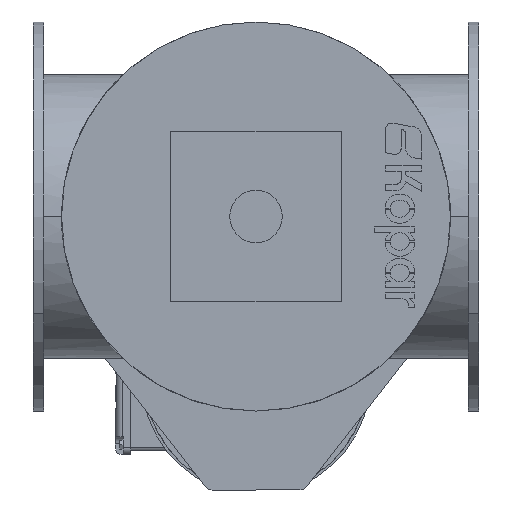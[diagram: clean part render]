
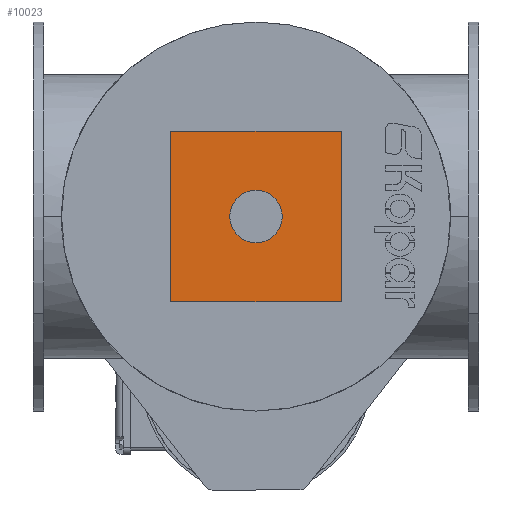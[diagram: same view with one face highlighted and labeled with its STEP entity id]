
A CAD part, front view. The second image highlights one B-rep face of the part: STEP entity #10023.
In plain terms, the highlighted planar face has unit normal (0, -1, 0).
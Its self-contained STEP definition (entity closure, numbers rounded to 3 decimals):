
#294 = ORIENTED_EDGE ( 'NONE', *, *, #17924, .T. ) ;
#1351 = ORIENTED_EDGE ( 'NONE', *, *, #15731, .T. ) ;
#3818 = DIRECTION ( 'NONE',  ( 1., 0., 0. ) ) ;
#5376 = DIRECTION ( 'NONE',  ( 0., 1., 0. ) ) ;
#8889 = LINE ( 'NONE', #51145, #66157 ) ;
#10023 = ADVANCED_FACE ( 'NONE', ( #51325 ), #23085, .F. ) ;
#10501 = LINE ( 'NONE', #29937, #47268 ) ;
#11148 = AXIS2_PLACEMENT_3D ( 'NONE', #15530, #5376, #20868 ) ;
#14025 = CARTESIAN_POINT ( 'NONE',  ( 97.5, -285., -97.5 ) ) ;
#15530 = CARTESIAN_POINT ( 'NONE',  ( 0., -285., 0. ) ) ;
#15731 = EDGE_CURVE ( 'NONE', #29625, #56392, #65300, .T. ) ;
#17924 = EDGE_CURVE ( 'NONE', #56392, #18320, #33798, .T. ) ;
#18320 = VERTEX_POINT ( 'NONE', #41192 ) ;
#20609 = CARTESIAN_POINT ( 'NONE',  ( -97.5, -285., -97.5 ) ) ;
#20868 = DIRECTION ( 'NONE',  ( -1., 0., 0. ) ) ;
#23085 = PLANE ( 'NONE',  #11148 ) ;
#25293 = ORIENTED_EDGE ( 'NONE', *, *, #59120, .T. ) ;
#29625 = VERTEX_POINT ( 'NONE', #20609 ) ;
#29937 = CARTESIAN_POINT ( 'NONE',  ( -97.5, -285., -97.5 ) ) ;
#30049 = CARTESIAN_POINT ( 'NONE',  ( 97.5, -285., -97.5 ) ) ;
#30943 = DIRECTION ( 'NONE',  ( 0., 0., -1. ) ) ;
#33798 = LINE ( 'NONE', #30049, #35040 ) ;
#33818 = EDGE_CURVE ( 'NONE', #18320, #41967, #8889, .T. ) ;
#34807 = VECTOR ( 'NONE', #3818, 1000. ) ;
#35040 = VECTOR ( 'NONE', #45108, 1000. ) ;
#41192 = CARTESIAN_POINT ( 'NONE',  ( 97.5, -285., 97.5 ) ) ;
#41967 = VERTEX_POINT ( 'NONE', #59635 ) ;
#45108 = DIRECTION ( 'NONE',  ( 0., 0., 1. ) ) ;
#47268 = VECTOR ( 'NONE', #30943, 1000. ) ;
#49770 = CARTESIAN_POINT ( 'NONE',  ( -97.5, -285., -97.5 ) ) ;
#51145 = CARTESIAN_POINT ( 'NONE',  ( -97.5, -285., 97.5 ) ) ;
#51325 = FACE_OUTER_BOUND ( 'NONE', #52165, .T. ) ;
#51453 = ORIENTED_EDGE ( 'NONE', *, *, #33818, .T. ) ;
#52165 = EDGE_LOOP ( 'NONE', ( #294, #51453, #25293, #1351 ) ) ;
#54792 = DIRECTION ( 'NONE',  ( -1., 0., 0. ) ) ;
#56392 = VERTEX_POINT ( 'NONE', #14025 ) ;
#59120 = EDGE_CURVE ( 'NONE', #41967, #29625, #10501, .T. ) ;
#59635 = CARTESIAN_POINT ( 'NONE',  ( -97.5, -285., 97.5 ) ) ;
#65300 = LINE ( 'NONE', #49770, #34807 ) ;
#66157 = VECTOR ( 'NONE', #54792, 1000. ) ;
